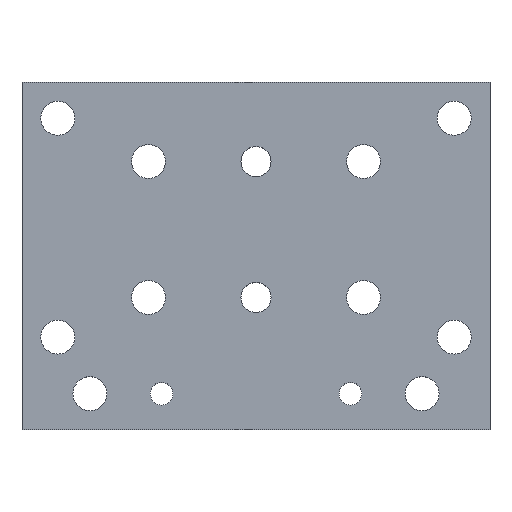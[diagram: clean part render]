
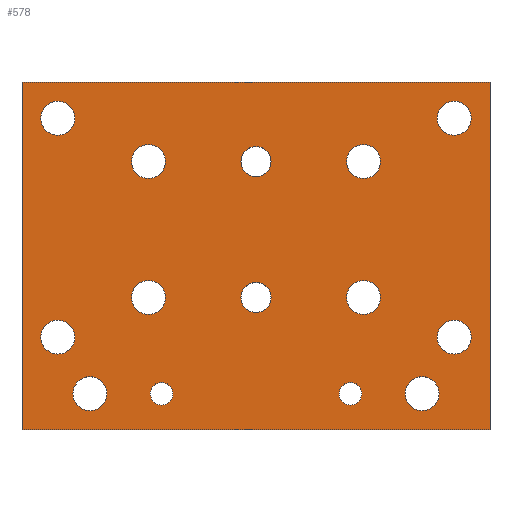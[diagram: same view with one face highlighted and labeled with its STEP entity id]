
A CAD part, top view. The second image highlights one B-rep face of the part: STEP entity #578.
In plain terms, the highlighted planar face has unit normal (0, 0, 1).
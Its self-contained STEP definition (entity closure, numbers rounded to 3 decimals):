
#35=FACE_BOUND('',#145,.T.);
#36=FACE_BOUND('',#146,.T.);
#37=FACE_BOUND('',#147,.T.);
#38=FACE_BOUND('',#148,.T.);
#39=FACE_BOUND('',#149,.T.);
#40=FACE_BOUND('',#150,.T.);
#41=FACE_BOUND('',#151,.T.);
#42=FACE_BOUND('',#152,.T.);
#43=FACE_BOUND('',#153,.T.);
#44=FACE_BOUND('',#154,.T.);
#45=FACE_BOUND('',#155,.T.);
#46=FACE_BOUND('',#156,.T.);
#47=FACE_BOUND('',#157,.T.);
#48=FACE_BOUND('',#158,.T.);
#60=PLANE('',#673);
#92=FACE_OUTER_BOUND('',#144,.T.);
#144=EDGE_LOOP('',(#509,#510,#511,#512));
#145=EDGE_LOOP('',(#513));
#146=EDGE_LOOP('',(#514));
#147=EDGE_LOOP('',(#515));
#148=EDGE_LOOP('',(#516));
#149=EDGE_LOOP('',(#517));
#150=EDGE_LOOP('',(#518));
#151=EDGE_LOOP('',(#519));
#152=EDGE_LOOP('',(#520));
#153=EDGE_LOOP('',(#521));
#154=EDGE_LOOP('',(#522));
#155=EDGE_LOOP('',(#523));
#156=EDGE_LOOP('',(#524));
#157=EDGE_LOOP('',(#525));
#158=EDGE_LOOP('',(#526));
#181=LINE('',#986,#213);
#184=LINE('',#992,#216);
#187=LINE('',#998,#219);
#190=LINE('',#1002,#222);
#213=VECTOR('',#832,10.);
#216=VECTOR('',#837,10.);
#219=VECTOR('',#842,10.);
#222=VECTOR('',#847,10.);
#223=CIRCLE('',#603,4.);
#225=CIRCLE('',#606,4.);
#227=CIRCLE('',#609,4.5);
#229=CIRCLE('',#612,4.5);
#231=CIRCLE('',#615,4.5);
#233=CIRCLE('',#618,4.5);
#236=CIRCLE('',#622,3.);
#238=CIRCLE('',#625,3.);
#242=CIRCLE('',#632,4.5);
#246=CIRCLE('',#639,4.5);
#250=CIRCLE('',#646,4.5);
#254=CIRCLE('',#653,4.5);
#258=CIRCLE('',#660,4.5);
#262=CIRCLE('',#667,4.5);
#263=VERTEX_POINT('',#854);
#265=VERTEX_POINT('',#860);
#267=VERTEX_POINT('',#866);
#269=VERTEX_POINT('',#872);
#271=VERTEX_POINT('',#878);
#273=VERTEX_POINT('',#884);
#276=VERTEX_POINT('',#892);
#278=VERTEX_POINT('',#898);
#282=VERTEX_POINT('',#911);
#286=VERTEX_POINT('',#924);
#290=VERTEX_POINT('',#937);
#294=VERTEX_POINT('',#950);
#298=VERTEX_POINT('',#963);
#302=VERTEX_POINT('',#976);
#305=VERTEX_POINT('',#983);
#306=VERTEX_POINT('',#985);
#308=VERTEX_POINT('',#991);
#310=VERTEX_POINT('',#997);
#311=EDGE_CURVE('',#263,#263,#223,.T.);
#314=EDGE_CURVE('',#265,#265,#225,.T.);
#317=EDGE_CURVE('',#267,#267,#227,.T.);
#320=EDGE_CURVE('',#269,#269,#229,.T.);
#323=EDGE_CURVE('',#271,#271,#231,.T.);
#326=EDGE_CURVE('',#273,#273,#233,.T.);
#331=EDGE_CURVE('',#276,#276,#236,.T.);
#334=EDGE_CURVE('',#278,#278,#238,.T.);
#340=EDGE_CURVE('',#282,#282,#242,.T.);
#346=EDGE_CURVE('',#286,#286,#246,.T.);
#352=EDGE_CURVE('',#290,#290,#250,.T.);
#358=EDGE_CURVE('',#294,#294,#254,.T.);
#364=EDGE_CURVE('',#298,#298,#258,.T.);
#370=EDGE_CURVE('',#302,#302,#262,.T.);
#373=EDGE_CURVE('',#306,#305,#181,.T.);
#376=EDGE_CURVE('',#308,#306,#184,.T.);
#379=EDGE_CURVE('',#310,#308,#187,.T.);
#382=EDGE_CURVE('',#305,#310,#190,.T.);
#509=ORIENTED_EDGE('',*,*,#382,.T.);
#510=ORIENTED_EDGE('',*,*,#379,.T.);
#511=ORIENTED_EDGE('',*,*,#376,.T.);
#512=ORIENTED_EDGE('',*,*,#373,.T.);
#513=ORIENTED_EDGE('',*,*,#311,.T.);
#514=ORIENTED_EDGE('',*,*,#314,.T.);
#515=ORIENTED_EDGE('',*,*,#317,.T.);
#516=ORIENTED_EDGE('',*,*,#320,.T.);
#517=ORIENTED_EDGE('',*,*,#323,.T.);
#518=ORIENTED_EDGE('',*,*,#326,.T.);
#519=ORIENTED_EDGE('',*,*,#331,.T.);
#520=ORIENTED_EDGE('',*,*,#334,.T.);
#521=ORIENTED_EDGE('',*,*,#340,.T.);
#522=ORIENTED_EDGE('',*,*,#346,.T.);
#523=ORIENTED_EDGE('',*,*,#352,.T.);
#524=ORIENTED_EDGE('',*,*,#358,.T.);
#525=ORIENTED_EDGE('',*,*,#364,.T.);
#526=ORIENTED_EDGE('',*,*,#370,.T.);
#578=ADVANCED_FACE('',(#92,#35,#36,#37,#38,#39,#40,#41,#42,#43,#44,#45,
#46,#47,#48),#60,.T.);
#603=AXIS2_PLACEMENT_3D('',#855,#678,#679);
#606=AXIS2_PLACEMENT_3D('',#861,#685,#686);
#609=AXIS2_PLACEMENT_3D('',#867,#692,#693);
#612=AXIS2_PLACEMENT_3D('',#873,#699,#700);
#615=AXIS2_PLACEMENT_3D('',#879,#706,#707);
#618=AXIS2_PLACEMENT_3D('',#885,#713,#714);
#622=AXIS2_PLACEMENT_3D('',#894,#723,#724);
#625=AXIS2_PLACEMENT_3D('',#900,#730,#731);
#632=AXIS2_PLACEMENT_3D('',#913,#746,#747);
#639=AXIS2_PLACEMENT_3D('',#926,#762,#763);
#646=AXIS2_PLACEMENT_3D('',#939,#778,#779);
#653=AXIS2_PLACEMENT_3D('',#952,#794,#795);
#660=AXIS2_PLACEMENT_3D('',#965,#810,#811);
#667=AXIS2_PLACEMENT_3D('',#978,#826,#827);
#673=AXIS2_PLACEMENT_3D('',#1004,#850,#851);
#678=DIRECTION('center_axis',(0.,0.,-1.));
#679=DIRECTION('ref_axis',(1.,0.,0.));
#685=DIRECTION('center_axis',(0.,0.,-1.));
#686=DIRECTION('ref_axis',(1.,0.,0.));
#692=DIRECTION('center_axis',(0.,0.,-1.));
#693=DIRECTION('ref_axis',(1.,0.,0.));
#699=DIRECTION('center_axis',(0.,0.,-1.));
#700=DIRECTION('ref_axis',(1.,0.,0.));
#706=DIRECTION('center_axis',(0.,0.,-1.));
#707=DIRECTION('ref_axis',(1.,0.,0.));
#713=DIRECTION('center_axis',(0.,0.,-1.));
#714=DIRECTION('ref_axis',(1.,0.,0.));
#723=DIRECTION('center_axis',(0.,0.,-1.));
#724=DIRECTION('ref_axis',(-1.,0.,0.));
#730=DIRECTION('center_axis',(0.,0.,-1.));
#731=DIRECTION('ref_axis',(-1.,0.,0.));
#746=DIRECTION('center_axis',(0.,0.,-1.));
#747=DIRECTION('ref_axis',(-1.,0.,0.));
#762=DIRECTION('center_axis',(0.,0.,-1.));
#763=DIRECTION('ref_axis',(-1.,0.,0.));
#778=DIRECTION('center_axis',(0.,0.,-1.));
#779=DIRECTION('ref_axis',(-1.,0.,0.));
#794=DIRECTION('center_axis',(0.,0.,-1.));
#795=DIRECTION('ref_axis',(-1.,0.,0.));
#810=DIRECTION('center_axis',(0.,0.,-1.));
#811=DIRECTION('ref_axis',(-1.,0.,0.));
#826=DIRECTION('center_axis',(0.,0.,-1.));
#827=DIRECTION('ref_axis',(-1.,0.,0.));
#832=DIRECTION('',(0.,-1.,0.));
#837=DIRECTION('',(-1.,0.,0.));
#842=DIRECTION('',(0.,1.,0.));
#847=DIRECTION('',(1.,0.,0.));
#850=DIRECTION('center_axis',(0.,0.,1.));
#851=DIRECTION('ref_axis',(1.,0.,0.));
#854=CARTESIAN_POINT('',(-4.,35.,15.));
#855=CARTESIAN_POINT('Origin',(0.,35.,15.));
#860=CARTESIAN_POINT('',(-4.,71.,15.));
#861=CARTESIAN_POINT('Origin',(0.,71.,15.));
#866=CARTESIAN_POINT('',(24.,71.,15.));
#867=CARTESIAN_POINT('Origin',(28.5,71.,15.));
#872=CARTESIAN_POINT('',(-33.,35.,15.));
#873=CARTESIAN_POINT('Origin',(-28.5,35.,15.));
#878=CARTESIAN_POINT('',(-33.,71.,15.));
#879=CARTESIAN_POINT('Origin',(-28.5,71.,15.));
#884=CARTESIAN_POINT('',(24.,35.,15.));
#885=CARTESIAN_POINT('Origin',(28.5,35.,15.));
#892=CARTESIAN_POINT('',(-22.,9.5,15.));
#894=CARTESIAN_POINT('Origin',(-25.,9.5,15.));
#898=CARTESIAN_POINT('',(28.,9.5,15.));
#900=CARTESIAN_POINT('Origin',(25.,9.5,15.));
#911=CARTESIAN_POINT('',(-48.,82.5,15.));
#913=CARTESIAN_POINT('Origin',(-52.5,82.5,15.));
#924=CARTESIAN_POINT('',(57.,24.5,15.));
#926=CARTESIAN_POINT('Origin',(52.5,24.5,15.));
#937=CARTESIAN_POINT('',(48.5,9.5,15.));
#939=CARTESIAN_POINT('Origin',(44.,9.5,15.));
#950=CARTESIAN_POINT('',(-39.5,9.5,15.));
#952=CARTESIAN_POINT('Origin',(-44.,9.5,15.));
#963=CARTESIAN_POINT('',(-48.,24.5,15.));
#965=CARTESIAN_POINT('Origin',(-52.5,24.5,15.));
#976=CARTESIAN_POINT('',(57.,82.5,15.));
#978=CARTESIAN_POINT('Origin',(52.5,82.5,15.));
#983=CARTESIAN_POINT('',(-62.,0.,15.));
#985=CARTESIAN_POINT('',(-62.,92.,15.));
#986=CARTESIAN_POINT('',(-62.,0.,15.));
#991=CARTESIAN_POINT('',(62.,92.,15.));
#992=CARTESIAN_POINT('',(-62.,92.,15.));
#997=CARTESIAN_POINT('',(62.,0.,15.));
#998=CARTESIAN_POINT('',(62.,92.,15.));
#1002=CARTESIAN_POINT('',(62.,0.,15.));
#1004=CARTESIAN_POINT('Origin',(0.,46.,15.));
